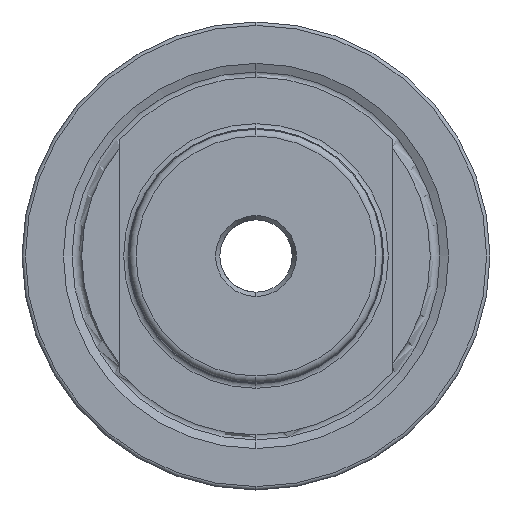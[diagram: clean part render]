
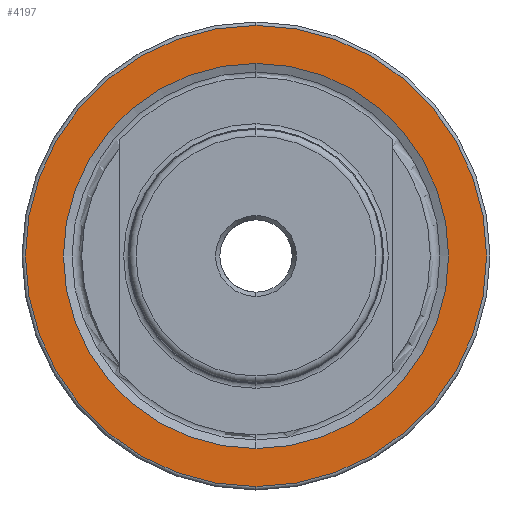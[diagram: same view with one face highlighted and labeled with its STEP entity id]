
A CAD part, left-side view. The second image highlights one B-rep face of the part: STEP entity #4197.
In plain terms, the highlighted planar face has unit normal (-1, 0, 0).
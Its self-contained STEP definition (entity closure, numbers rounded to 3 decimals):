
#97 = ORIENTED_EDGE ( 'NONE', *, *, #4264, .T. ) ;
#553 = DIRECTION ( 'NONE',  ( 0., 0., 1. ) ) ;
#562 = DIRECTION ( 'NONE',  ( -1., 0., 0. ) ) ;
#651 = CARTESIAN_POINT ( 'NONE',  ( 30., 0., 0. ) ) ;
#733 = DIRECTION ( 'NONE',  ( 0., 0., 1. ) ) ;
#742 = DIRECTION ( 'NONE',  ( -1., 0., 0. ) ) ;
#749 = CARTESIAN_POINT ( 'NONE',  ( 30., 0., 0. ) ) ;
#1054 = ORIENTED_EDGE ( 'NONE', *, *, #4253, .F. ) ;
#1087 = ORIENTED_EDGE ( 'NONE', *, *, #3548, .F. ) ;
#1152 = ORIENTED_EDGE ( 'NONE', *, *, #3511, .T. ) ;
#1348 = DIRECTION ( 'NONE',  ( 0., 0., 1. ) ) ;
#1350 = DIRECTION ( 'NONE',  ( -1., 0., 0. ) ) ;
#1353 = CARTESIAN_POINT ( 'NONE',  ( 30., 0., 0. ) ) ;
#1418 = DIRECTION ( 'NONE',  ( 0., 0., 1. ) ) ;
#1420 = DIRECTION ( 'NONE',  ( -1., 0., 0. ) ) ;
#1429 = CARTESIAN_POINT ( 'NONE',  ( 30., 0., 0. ) ) ;
#1810 = CARTESIAN_POINT ( 'NONE',  ( 30., 0., 22.632 ) ) ;
#1906 = DIRECTION ( 'NONE',  ( 0., 0., -1. ) ) ;
#1938 = DIRECTION ( 'NONE',  ( 1., 0., 0. ) ) ;
#1953 = PLANE ( 'NONE',  #4335 ) ;
#2072 = CARTESIAN_POINT ( 'NONE',  ( 30., 0., 22.632 ) ) ;
#2274 = CIRCLE ( 'NONE', #4422, 22.632 ) ;
#2308 = EDGE_LOOP ( 'NONE', ( #1152, #97 ) ) ;
#2411 = VERTEX_POINT ( 'NONE', #3612 ) ;
#2415 = VERTEX_POINT ( 'NONE', #3604 ) ;
#2574 = FACE_BOUND ( 'NONE', #3160, .T. ) ;
#2591 = CIRCLE ( 'NONE', #3420, 22.632 ) ;
#2683 = CARTESIAN_POINT ( 'NONE',  ( 30., 0., -22.632 ) ) ;
#3160 = EDGE_LOOP ( 'NONE', ( #1054, #1087 ) ) ;
#3177 = CIRCLE ( 'NONE', #3366, 27.1 ) ;
#3354 = VERTEX_POINT ( 'NONE', #1810 ) ;
#3366 = AXIS2_PLACEMENT_3D ( 'NONE', #1429, #1420, #1418 ) ;
#3420 = AXIS2_PLACEMENT_3D ( 'NONE', #1353, #1350, #1348 ) ;
#3511 = EDGE_CURVE ( 'NONE', #2415, #2411, #3177, .T. ) ;
#3524 = FACE_OUTER_BOUND ( 'NONE', #2308, .T. ) ;
#3548 = EDGE_CURVE ( 'NONE', #4505, #3354, #2591, .T. ) ;
#3604 = CARTESIAN_POINT ( 'NONE',  ( 30., 0., 27.1 ) ) ;
#3612 = CARTESIAN_POINT ( 'NONE',  ( 30., 0., -27.1 ) ) ;
#4197 = ADVANCED_FACE ( 'NONE', ( #2574, #3524 ), #1953, .F. ) ;
#4253 = EDGE_CURVE ( 'NONE', #3354, #4505, #2274, .T. ) ;
#4264 = EDGE_CURVE ( 'NONE', #2411, #2415, #4331, .T. ) ;
#4331 = CIRCLE ( 'NONE', #4463, 27.1 ) ;
#4335 = AXIS2_PLACEMENT_3D ( 'NONE', #2072, #1938, #1906 ) ;
#4422 = AXIS2_PLACEMENT_3D ( 'NONE', #749, #742, #733 ) ;
#4463 = AXIS2_PLACEMENT_3D ( 'NONE', #651, #562, #553 ) ;
#4505 = VERTEX_POINT ( 'NONE', #2683 ) ;
